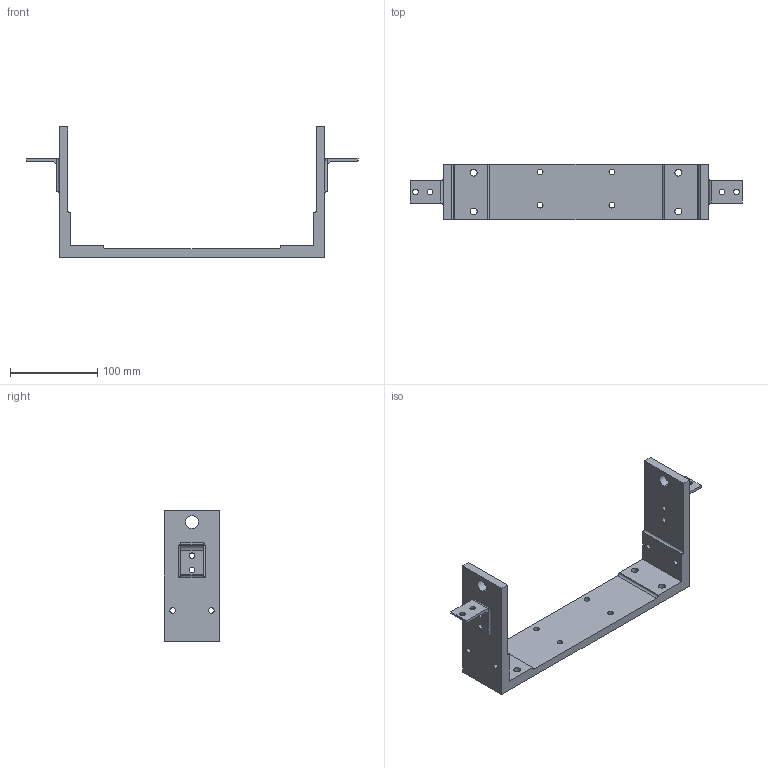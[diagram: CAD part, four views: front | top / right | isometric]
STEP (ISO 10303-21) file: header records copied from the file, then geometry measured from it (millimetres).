
FILE_DESCRIPTION (( 'STEP AP203' ), '1' );
FILE_NAME ('CarrigeAnsys.STEP', '2023-04-01T22:35:17', ( '' ), ( '' ), 'SwSTEP 2.0', 'SolidWorks 2022', '' );
FILE_SCHEMA (( 'CONFIG_CONTROL_DESIGN' ));
Length unit declared in the file: inch
Products named in the file (1): CarrigeAnsys
Bounding box: 381 x 63.5 x 149.22 mm (x, y, z)
Volume: 386640.7 mm3; surface area: 95774.3 mm2
Topology: 1 solids, 1 shells, 104 faces, 288 edges, 192 vertices
Faces by surface type: cylinder 70, plane 34
Entity records: 3607 total; most frequent: CARTESIAN_POINT 673, DIRECTION 614, ORIENTED_EDGE 576, EDGE_CURVE 288, AXIS2_PLACEMENT_3D 233, VERTEX_POINT 192, EDGE_LOOP 154, VECTOR 148
